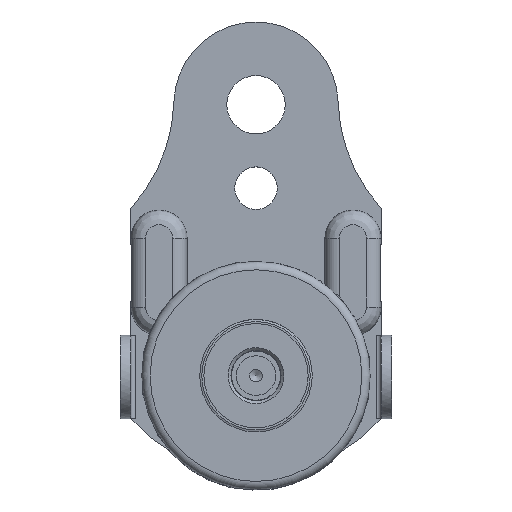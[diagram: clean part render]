
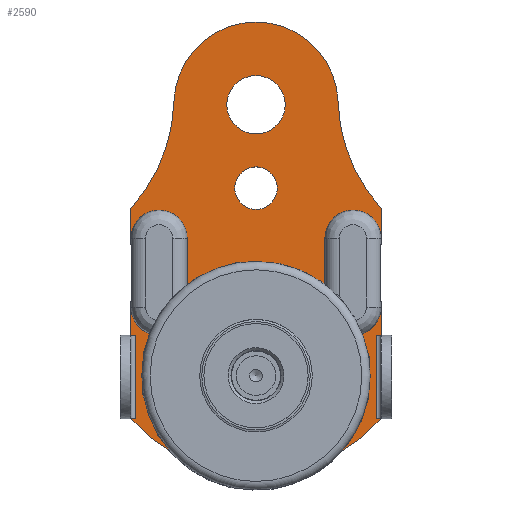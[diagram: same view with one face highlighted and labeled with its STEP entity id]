
A CAD part, top view. The second image highlights one B-rep face of the part: STEP entity #2590.
In plain terms, the highlighted planar face has unit normal (0, 0, 1).
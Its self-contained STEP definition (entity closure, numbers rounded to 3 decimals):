
#48=LINE('',#3992,#208);
#62=LINE('',#4107,#222);
#64=LINE('',#4155,#224);
#65=LINE('',#4158,#225);
#66=LINE('',#4160,#226);
#67=LINE('',#4162,#227);
#68=LINE('',#4164,#228);
#69=LINE('',#4167,#229);
#70=LINE('',#4169,#230);
#71=LINE('',#4170,#231);
#72=LINE('',#4172,#232);
#73=LINE('',#4179,#233);
#208=VECTOR('',#3145,10.);
#222=VECTOR('',#3213,10.);
#224=VECTOR('',#3227,10.);
#225=VECTOR('',#3230,10.);
#226=VECTOR('',#3231,10.);
#227=VECTOR('',#3232,10.);
#228=VECTOR('',#3233,10.);
#229=VECTOR('',#3236,10.);
#230=VECTOR('',#3237,10.);
#231=VECTOR('',#3238,10.);
#232=VECTOR('',#3239,10.);
#233=VECTOR('',#3246,10.);
#469=FACE_BOUND('',#738,.T.);
#470=FACE_BOUND('',#739,.T.);
#471=FACE_BOUND('',#740,.T.);
#560=FACE_OUTER_BOUND('',#737,.T.);
#737=EDGE_LOOP('',(#1771,#1772,#1773,#1774,#1775,#1776,#1777,#1778,#1779,
#1780,#1781,#1782,#1783,#1784,#1785,#1786,#1787,#1788,#1789,#1790));
#738=EDGE_LOOP('',(#1791));
#739=EDGE_LOOP('',(#1792));
#740=EDGE_LOOP('',(#1793));
#953=CIRCLE('',#2773,6.75);
#958=CIRCLE('',#2779,6.75);
#974=CIRCLE('',#2802,6.75);
#977=CIRCLE('',#2806,6.75);
#978=CIRCLE('',#2809,16.);
#979=CIRCLE('',#2812,39.888);
#980=CIRCLE('',#2813,40.001);
#981=CIRCLE('',#2814,19.678);
#982=CIRCLE('',#2815,40.001);
#983=CIRCLE('',#2816,7.);
#984=CIRCLE('',#2817,5.1);
#1118=VERTEX_POINT('',#3981);
#1119=VERTEX_POINT('',#3983);
#1122=VERTEX_POINT('',#3990);
#1124=VERTEX_POINT('',#4010);
#1138=VERTEX_POINT('',#4071);
#1141=VERTEX_POINT('',#4077);
#1143=VERTEX_POINT('',#4097);
#1145=VERTEX_POINT('',#4103);
#1147=VERTEX_POINT('',#4127);
#1148=VERTEX_POINT('',#4130);
#1151=VERTEX_POINT('',#4144);
#1152=VERTEX_POINT('',#4157);
#1153=VERTEX_POINT('',#4159);
#1154=VERTEX_POINT('',#4161);
#1155=VERTEX_POINT('',#4163);
#1156=VERTEX_POINT('',#4165);
#1157=VERTEX_POINT('',#4168);
#1158=VERTEX_POINT('',#4171);
#1159=VERTEX_POINT('',#4173);
#1160=VERTEX_POINT('',#4175);
#1161=VERTEX_POINT('',#4177);
#1162=VERTEX_POINT('',#4180);
#1163=VERTEX_POINT('',#4182);
#1353=EDGE_CURVE('',#1119,#1118,#953,.T.);
#1357=EDGE_CURVE('',#1118,#1122,#48,.T.);
#1360=EDGE_CURVE('',#1122,#1124,#958,.T.);
#1389=EDGE_CURVE('',#1143,#1138,#974,.T.);
#1392=EDGE_CURVE('',#1145,#1143,#62,.T.);
#1394=EDGE_CURVE('',#1141,#1145,#977,.T.);
#1395=EDGE_CURVE('',#1147,#1147,#978,.T.);
#1399=EDGE_CURVE('',#1151,#1148,#64,.T.);
#1400=EDGE_CURVE('',#1152,#1124,#65,.T.);
#1401=EDGE_CURVE('',#1152,#1153,#66,.T.);
#1402=EDGE_CURVE('',#1154,#1153,#67,.T.);
#1403=EDGE_CURVE('',#1154,#1155,#68,.T.);
#1404=EDGE_CURVE('',#1156,#1155,#979,.T.);
#1405=EDGE_CURVE('',#1156,#1148,#69,.T.);
#1406=EDGE_CURVE('',#1151,#1157,#70,.T.);
#1407=EDGE_CURVE('',#1141,#1157,#71,.T.);
#1408=EDGE_CURVE('',#1158,#1138,#72,.T.);
#1409=EDGE_CURVE('',#1159,#1158,#980,.T.);
#1410=EDGE_CURVE('',#1160,#1159,#981,.T.);
#1411=EDGE_CURVE('',#1161,#1160,#982,.T.);
#1412=EDGE_CURVE('',#1119,#1161,#73,.T.);
#1413=EDGE_CURVE('',#1162,#1162,#983,.T.);
#1414=EDGE_CURVE('',#1163,#1163,#984,.T.);
#1771=ORIENTED_EDGE('',*,*,#1360,.T.);
#1772=ORIENTED_EDGE('',*,*,#1400,.F.);
#1773=ORIENTED_EDGE('',*,*,#1401,.T.);
#1774=ORIENTED_EDGE('',*,*,#1402,.F.);
#1775=ORIENTED_EDGE('',*,*,#1403,.T.);
#1776=ORIENTED_EDGE('',*,*,#1404,.F.);
#1777=ORIENTED_EDGE('',*,*,#1405,.T.);
#1778=ORIENTED_EDGE('',*,*,#1399,.F.);
#1779=ORIENTED_EDGE('',*,*,#1406,.T.);
#1780=ORIENTED_EDGE('',*,*,#1407,.F.);
#1781=ORIENTED_EDGE('',*,*,#1394,.T.);
#1782=ORIENTED_EDGE('',*,*,#1392,.T.);
#1783=ORIENTED_EDGE('',*,*,#1389,.T.);
#1784=ORIENTED_EDGE('',*,*,#1408,.F.);
#1785=ORIENTED_EDGE('',*,*,#1409,.F.);
#1786=ORIENTED_EDGE('',*,*,#1410,.F.);
#1787=ORIENTED_EDGE('',*,*,#1411,.F.);
#1788=ORIENTED_EDGE('',*,*,#1412,.F.);
#1789=ORIENTED_EDGE('',*,*,#1353,.T.);
#1790=ORIENTED_EDGE('',*,*,#1357,.T.);
#1791=ORIENTED_EDGE('',*,*,#1395,.T.);
#1792=ORIENTED_EDGE('',*,*,#1413,.T.);
#1793=ORIENTED_EDGE('',*,*,#1414,.T.);
#2315=PLANE('',#2811);
#2590=ADVANCED_FACE('',(#560,#469,#470,#471),#2315,.T.);
#2773=AXIS2_PLACEMENT_3D('',#3984,#3135,#3136);
#2779=AXIS2_PLACEMENT_3D('',#4012,#3149,#3150);
#2802=AXIS2_PLACEMENT_3D('',#4101,#3206,#3207);
#2806=AXIS2_PLACEMENT_3D('',#4124,#3216,#3217);
#2809=AXIS2_PLACEMENT_3D('',#4128,#3222,#3223);
#2811=AXIS2_PLACEMENT_3D('',#4156,#3228,#3229);
#2812=AXIS2_PLACEMENT_3D('',#4166,#3234,#3235);
#2813=AXIS2_PLACEMENT_3D('',#4174,#3240,#3241);
#2814=AXIS2_PLACEMENT_3D('',#4176,#3242,#3243);
#2815=AXIS2_PLACEMENT_3D('',#4178,#3244,#3245);
#2816=AXIS2_PLACEMENT_3D('',#4181,#3247,#3248);
#2817=AXIS2_PLACEMENT_3D('',#4183,#3249,#3250);
#3135=DIRECTION('center_axis',(0.,0.,
-1.));
#3136=DIRECTION('ref_axis',(-1.,0.,0.));
#3145=DIRECTION('',(0.,-1.,0.));
#3149=DIRECTION('center_axis',(0.,0.,
-1.));
#3150=DIRECTION('ref_axis',(1.,0.,0.));
#3206=DIRECTION('center_axis',(0.,0.,
-1.));
#3207=DIRECTION('ref_axis',(1.,0.,0.));
#3213=DIRECTION('',(0.,1.,0.));
#3216=DIRECTION('center_axis',(0.,0.,
-1.));
#3217=DIRECTION('ref_axis',(-1.,0.,0.));
#3222=DIRECTION('center_axis',(0.,0.,
-1.));
#3223=DIRECTION('ref_axis',(1.,0.,0.));
#3227=DIRECTION('',(0.,-1.,0.));
#3228=DIRECTION('center_axis',(0.,0.,
1.));
#3229=DIRECTION('ref_axis',(-1.,0.,0.));
#3230=DIRECTION('',(0.,1.,0.));
#3231=DIRECTION('',(1.,0.,0.));
#3232=DIRECTION('',(0.,1.,0.));
#3233=DIRECTION('',(-1.,0.,0.));
#3234=DIRECTION('center_axis',(0.,0.,
-1.));
#3235=DIRECTION('ref_axis',(-0.752,-0.659,0.));
#3236=DIRECTION('',(-1.,0.,0.));
#3237=DIRECTION('',(1.,0.,0.));
#3238=DIRECTION('',(0.,-1.,0.));
#3239=DIRECTION('',(0.,-1.,0.));
#3240=DIRECTION('center_axis',(0.,0.,
1.));
#3241=DIRECTION('ref_axis',(1.,0.031,0.));
#3242=DIRECTION('center_axis',(0.,0.,
-1.));
#3243=DIRECTION('ref_axis',(1.,0.031,0.));
#3244=DIRECTION('center_axis',(0.,0.,
1.));
#3245=DIRECTION('ref_axis',(-0.741,0.671,0.));
#3246=DIRECTION('',(0.,1.,0.));
#3247=DIRECTION('center_axis',(0.,0.,
-1.));
#3248=DIRECTION('ref_axis',(1.,0.,0.));
#3249=DIRECTION('center_axis',(0.,0.,
-1.));
#3250=DIRECTION('ref_axis',(1.,0.,0.));
#3981=CARTESIAN_POINT('',(-15.366,38.871,11.527));
#3983=CARTESIAN_POINT('',(-28.866,38.871,11.527));
#3984=CARTESIAN_POINT('Origin',(-22.116,38.871,11.527));
#3990=CARTESIAN_POINT('',(-15.366,22.371,11.527));
#3992=CARTESIAN_POINT('',(-15.366,28.554,11.527));
#4010=CARTESIAN_POINT('',(-28.866,22.371,11.527));
#4012=CARTESIAN_POINT('Origin',(-22.116,22.371,11.527));
#4071=CARTESIAN_POINT('',(31.134,38.871,11.527));
#4077=CARTESIAN_POINT('',(31.134,22.371,11.527));
#4097=CARTESIAN_POINT('',(17.634,38.871,11.527));
#4101=CARTESIAN_POINT('Origin',(24.384,38.871,11.527));
#4103=CARTESIAN_POINT('',(17.634,22.371,11.527));
#4107=CARTESIAN_POINT('',(17.634,28.554,11.527));
#4124=CARTESIAN_POINT('Origin',(24.384,22.371,11.527));
#4127=CARTESIAN_POINT('',(-14.866,5.909,11.527));
#4128=CARTESIAN_POINT('Origin',(1.134,5.909,11.527));
#4130=CARTESIAN_POINT('',(30.134,-4.379,11.527));
#4144=CARTESIAN_POINT('',(30.134,15.621,11.527));
#4155=CARTESIAN_POINT('',(30.134,20.179,11.527));
#4156=CARTESIAN_POINT('Origin',(-11.114,34.736,11.527));
#4157=CARTESIAN_POINT('',(-28.866,15.621,11.527));
#4158=CARTESIAN_POINT('',(-28.866,46.081,11.527));
#4159=CARTESIAN_POINT('',(-27.866,15.621,11.527));
#4160=CARTESIAN_POINT('',(-28.866,15.621,11.527));
#4161=CARTESIAN_POINT('',(-27.866,-4.379,11.527));
#4162=CARTESIAN_POINT('',(-27.866,20.179,11.527));
#4163=CARTESIAN_POINT('',(-28.866,-4.379,11.527));
#4164=CARTESIAN_POINT('',(-28.866,-4.379,11.527));
#4165=CARTESIAN_POINT('',(31.134,-4.379,11.527));
#4166=CARTESIAN_POINT('Origin',(1.134,21.909,11.527));
#4167=CARTESIAN_POINT('',(31.134,-4.379,11.527));
#4168=CARTESIAN_POINT('',(31.134,15.621,11.527));
#4169=CARTESIAN_POINT('',(31.134,15.621,11.527));
#4170=CARTESIAN_POINT('',(31.134,-4.379,11.527));
#4171=CARTESIAN_POINT('',(31.134,46.081,11.527));
#4172=CARTESIAN_POINT('',(31.134,-4.379,11.527));
#4173=CARTESIAN_POINT('',(20.803,71.691,11.527));
#4174=CARTESIAN_POINT('Origin',(60.784,72.931,11.527));
#4175=CARTESIAN_POINT('',(-18.535,71.691,11.527));
#4176=CARTESIAN_POINT('Origin',(1.134,71.081,11.527));
#4177=CARTESIAN_POINT('',(-28.866,46.081,11.527));
#4178=CARTESIAN_POINT('Origin',(-58.516,72.931,11.527));
#4179=CARTESIAN_POINT('',(-28.866,46.081,11.527));
#4180=CARTESIAN_POINT('',(-5.866,70.909,11.527));
#4181=CARTESIAN_POINT('Origin',(1.134,70.909,11.527));
#4182=CARTESIAN_POINT('',(-3.966,50.909,11.527));
#4183=CARTESIAN_POINT('Origin',(1.134,50.909,11.527));
